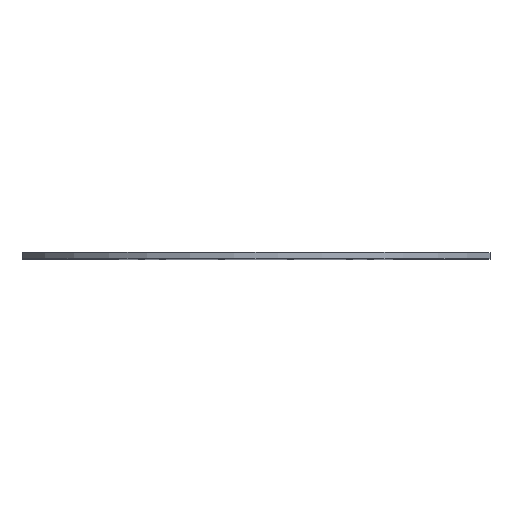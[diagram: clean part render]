
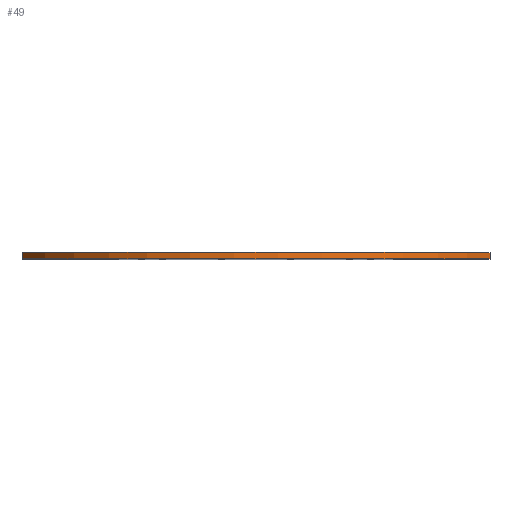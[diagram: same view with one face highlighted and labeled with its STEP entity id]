
A CAD part, top view. The second image highlights one B-rep face of the part: STEP entity #49.
In plain terms, the highlighted cylindrical face has radius 125 mm (diameter 250 mm), a partial arc.
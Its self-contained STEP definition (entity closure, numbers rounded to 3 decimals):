
#49 = ADVANCED_FACE ( 'NONE', ( #1497 ), #2505, .T. ) ;
#83 = CIRCLE ( 'NONE', #2275, 125. ) ;
#107 = DIRECTION ( 'NONE',  ( 0., 1., 0. ) ) ;
#133 = EDGE_CURVE ( 'NONE', #1478, #2520, #1131, .T. ) ;
#135 = EDGE_CURVE ( 'NONE', #1985, #2520, #83, .T. ) ;
#194 = CARTESIAN_POINT ( 'NONE',  ( 0., 3., 0. ) ) ;
#260 = DIRECTION ( 'NONE',  ( 0., -1., 0. ) ) ;
#308 = CARTESIAN_POINT ( 'NONE',  ( -112.5, 3., 54.486 ) ) ;
#433 = CARTESIAN_POINT ( 'NONE',  ( 112.5, 3., 54.486 ) ) ;
#483 = CARTESIAN_POINT ( 'NONE',  ( 0., 3., 0. ) ) ;
#540 = LINE ( 'NONE', #1125, #2110 ) ;
#543 = AXIS2_PLACEMENT_3D ( 'NONE', #483, #260, #1294 ) ;
#566 = CIRCLE ( 'NONE', #2051, 125. ) ;
#575 = DIRECTION ( 'NONE',  ( 0., 1., 0. ) ) ;
#728 = DIRECTION ( 'NONE',  ( 0., -1., 0. ) ) ;
#949 = CARTESIAN_POINT ( 'NONE',  ( 112.5, 0., 54.486 ) ) ;
#1078 = EDGE_CURVE ( 'NONE', #2196, #1985, #540, .T. ) ;
#1121 = ORIENTED_EDGE ( 'NONE', *, *, #133, .F. ) ;
#1125 = CARTESIAN_POINT ( 'NONE',  ( -112.5, 3., 54.486 ) ) ;
#1131 = LINE ( 'NONE', #1745, #1218 ) ;
#1183 = ORIENTED_EDGE ( 'NONE', *, *, #1313, .F. ) ;
#1218 = VECTOR ( 'NONE', #728, 1000. ) ;
#1294 = DIRECTION ( 'NONE',  ( 0., 0., -1. ) ) ;
#1313 = EDGE_CURVE ( 'NONE', #2196, #1478, #566, .T. ) ;
#1348 = ORIENTED_EDGE ( 'NONE', *, *, #1078, .T. ) ;
#1446 = EDGE_LOOP ( 'NONE', ( #2116, #1121, #1183, #1348 ) ) ;
#1478 = VERTEX_POINT ( 'NONE', #433 ) ;
#1497 = FACE_OUTER_BOUND ( 'NONE', #1446, .T. ) ;
#1553 = CARTESIAN_POINT ( 'NONE',  ( -112.5, 0., 54.486 ) ) ;
#1719 = DIRECTION ( 'NONE',  ( 0., 0., 1. ) ) ;
#1745 = CARTESIAN_POINT ( 'NONE',  ( 112.5, 3., 54.486 ) ) ;
#1916 = CARTESIAN_POINT ( 'NONE',  ( 0., 0., 0. ) ) ;
#1942 = DIRECTION ( 'NONE',  ( 0., -1., 0. ) ) ;
#1985 = VERTEX_POINT ( 'NONE', #1553 ) ;
#2051 = AXIS2_PLACEMENT_3D ( 'NONE', #194, #575, #2194 ) ;
#2110 = VECTOR ( 'NONE', #1942, 1000. ) ;
#2116 = ORIENTED_EDGE ( 'NONE', *, *, #135, .T. ) ;
#2194 = DIRECTION ( 'NONE',  ( 0., 0., 1. ) ) ;
#2196 = VERTEX_POINT ( 'NONE', #308 ) ;
#2275 = AXIS2_PLACEMENT_3D ( 'NONE', #1916, #107, #1719 ) ;
#2505 = CYLINDRICAL_SURFACE ( 'NONE', #543, 125. ) ;
#2520 = VERTEX_POINT ( 'NONE', #949 ) ;
